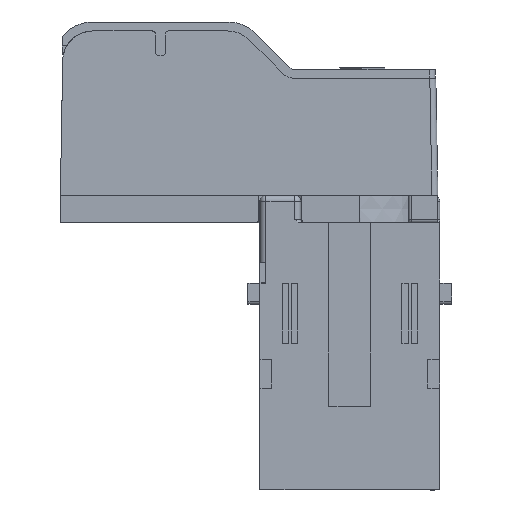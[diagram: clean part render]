
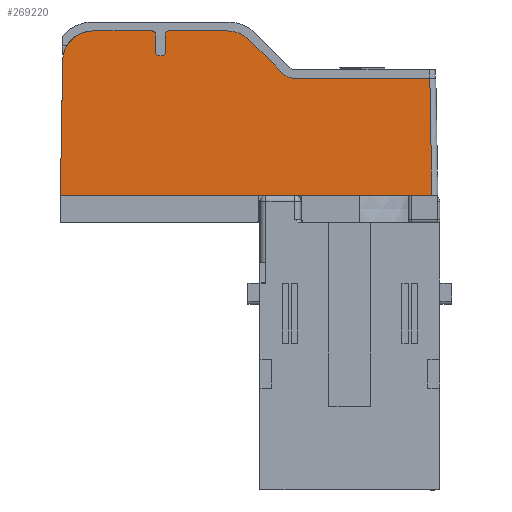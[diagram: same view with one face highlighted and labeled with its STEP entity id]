
A CAD part, left-side view. The second image highlights one B-rep face of the part: STEP entity #269220.
In plain terms, the highlighted face is planar.
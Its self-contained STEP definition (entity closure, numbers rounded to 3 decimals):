
#261600=CARTESIAN_POINT('',(128.957,56.836,
5.064));
#261610=VERTEX_POINT('',#261600);
#261660=CARTESIAN_POINT('',(129.019,60.371,
8.6));
#261670=DIRECTION('',(1.,0.,
-0.017));
#261680=DIRECTION('',(0.017,0.,
1.));
#261690=AXIS2_PLACEMENT_3D('',#261660,#261670,#261680);
#261700=ELLIPSE('',#261690,5.001,5.);
#261710=CARTESIAN_POINT('',(128.932,60.371,
3.6));
#261720=VERTEX_POINT('',#261710);
#261730=EDGE_CURVE('',#261610,#261720,#261700,.T.);
#262790=CARTESIAN_POINT('',(129.069,26.64,
11.5));
#262800=VERTEX_POINT('',#262790);
#262830=CARTESIAN_POINT('',(129.069,50.92,
11.5));
#262840=DIRECTION('',(0.,-1.,0.));
#262850=VECTOR('',#262840,1.);
#262860=LINE('',#262830,#262850);
#262870=CARTESIAN_POINT('',(129.069,49.157,
11.5));
#262880=VERTEX_POINT('',#262870);
#262890=EDGE_CURVE('',#262880,#262800,#262860,.T.);
#264840=CARTESIAN_POINT('',(129.41,55.2,
31.));
#264850=VERTEX_POINT('',#264840);
#264880=CARTESIAN_POINT('',(129.41,50.92,
31.));
#264890=DIRECTION('',(0.,-1.,0.));
#264900=VECTOR('',#264890,1.);
#264910=LINE('',#264880,#264900);
#264920=CARTESIAN_POINT('',(129.41,48.,
31.));
#264930=VERTEX_POINT('',#264920);
#264940=EDGE_CURVE('',#264850,#264930,#264910,.T.);
#265350=CARTESIAN_POINT('',(129.41,38.3,
31.));
#265360=VERTEX_POINT('',#265350);
#265390=CARTESIAN_POINT('',(129.41,50.92,
31.));
#265400=DIRECTION('',(0.,1.,0.));
#265410=VECTOR('',#265400,1.);
#265420=LINE('',#265390,#265410);
#265430=CARTESIAN_POINT('',(129.41,26.3,
31.));
#265440=VERTEX_POINT('',#265430);
#265450=EDGE_CURVE('',#265440,#265360,#265420,.T.);
#267890=CARTESIAN_POINT('',(129.41,50.92,
31.));
#267900=DIRECTION('',(1.,0.,
-0.017));
#267910=DIRECTION('',(0.,1.,0.));
#267920=AXIS2_PLACEMENT_3D('',#267890,#267900,#267910);
#267930=PLANE('',#267920);
#267940=ORIENTED_EDGE('',*,*,#265450,.F.);
#267950=CARTESIAN_POINT('',(129.41,50.92,
31.));
#267960=DIRECTION('',(0.,-1.,0.));
#267970=VECTOR('',#267960,1.);
#267980=LINE('',#267950,#267970);
#267990=EDGE_CURVE('',#264930,#265360,#267980,.T.);
#268000=ORIENTED_EDGE('',*,*,#267990,.T.);
#268010=ORIENTED_EDGE('',*,*,#264940,.T.);
#268020=CARTESIAN_POINT('',(129.41,88.3,31.));
#268030=VERTEX_POINT('',#268020);
#268040=EDGE_CURVE('',#268030,#264850,#264910,.T.);
#268050=ORIENTED_EDGE('',*,*,#268040,.T.);
#268060=CARTESIAN_POINT('',(129.41,88.3,
31.));
#268070=DIRECTION('',(0.017,0.017,
1.));
#268080=VECTOR('',#268070,1.);
#268090=LINE('',#268060,#268080);
#268100=CARTESIAN_POINT('',(129.017,87.907,
8.513));
#268110=VERTEX_POINT('',#268100);
#268120=EDGE_CURVE('',#268110,#268030,#268090,.T.);
#268130=ORIENTED_EDGE('',*,*,#268120,.T.);
#268140=CARTESIAN_POINT('',(129.019,82.908,
8.6));
#268150=DIRECTION('',(1.,0.,
-0.017));
#268160=DIRECTION('',(0.017,0.,
1.));
#268170=AXIS2_PLACEMENT_3D('',#268140,#268150,#268160);
#268180=ELLIPSE('',#268170,5.001,5.);
#268190=CARTESIAN_POINT('',(128.932,82.908,
3.6));
#268200=VERTEX_POINT('',#268190);
#268210=EDGE_CURVE('',#268200,#268110,#268180,.T.);
#268220=ORIENTED_EDGE('',*,*,#268210,.T.);
#268230=CARTESIAN_POINT('',(128.932,50.92,
3.6));
#268240=DIRECTION('',(0.,1.,0.));
#268250=VECTOR('',#268240,1.);
#268260=LINE('',#268230,#268250);
#268270=CARTESIAN_POINT('',(128.932,72.9,
3.6));
#268280=VERTEX_POINT('',#268270);
#268290=EDGE_CURVE('',#268280,#268200,#268260,.T.);
#268300=ORIENTED_EDGE('',*,*,#268290,.T.);
#268310=CARTESIAN_POINT('',(128.94,72.9,
4.1));
#268320=DIRECTION('',(1.,0.,
-0.017));
#268330=DIRECTION('',(0.017,0.,
1.));
#268340=AXIS2_PLACEMENT_3D('',#268310,#268320,#268330);
#268350=ELLIPSE('',#268340,0.5,0.5);
#268360=CARTESIAN_POINT('',(128.94,72.4,
4.1));
#268370=VERTEX_POINT('',#268360);
#268380=EDGE_CURVE('',#268370,#268280,#268350,.T.);
#268390=ORIENTED_EDGE('',*,*,#268380,.T.);
#268400=CARTESIAN_POINT('',(129.41,72.4,
31.));
#268410=DIRECTION('',(-0.017,0.,
-1.));
#268420=VECTOR('',#268410,1.);
#268430=LINE('',#268400,#268420);
#268440=CARTESIAN_POINT('',(128.994,72.4,
7.2));
#268450=VERTEX_POINT('',#268440);
#268460=EDGE_CURVE('',#268450,#268370,#268430,.T.);
#268470=ORIENTED_EDGE('',*,*,#268460,.T.);
#268480=CARTESIAN_POINT('',(128.994,71.9,
7.2));
#268490=DIRECTION('',(1.,0.,
-0.017));
#268500=DIRECTION('',(0.017,0.,
1.));
#268510=AXIS2_PLACEMENT_3D('',#268480,#268490,#268500);
#268520=ELLIPSE('',#268510,0.5,0.5);
#268530=CARTESIAN_POINT('',(129.003,71.9,
7.7));
#268540=VERTEX_POINT('',#268530);
#268550=EDGE_CURVE('',#268450,#268540,#268520,.T.);
#268560=ORIENTED_EDGE('',*,*,#268550,.F.);
#268570=CARTESIAN_POINT('',(129.003,50.92,
7.7));
#268580=DIRECTION('',(0.,1.,0.));
#268590=VECTOR('',#268580,1.);
#268600=LINE('',#268570,#268590);
#268610=CARTESIAN_POINT('',(129.003,71.3,
7.7));
#268620=VERTEX_POINT('',#268610);
#268630=EDGE_CURVE('',#268620,#268540,#268600,.T.);
#268640=ORIENTED_EDGE('',*,*,#268630,.T.);
#268650=CARTESIAN_POINT('',(128.994,71.3,
7.2));
#268660=DIRECTION('',(1.,0.,
-0.017));
#268670=DIRECTION('',(0.017,0.,
1.));
#268680=AXIS2_PLACEMENT_3D('',#268650,#268660,#268670);
#268690=ELLIPSE('',#268680,0.5,0.5);
#268700=CARTESIAN_POINT('',(128.994,70.8,
7.2));
#268710=VERTEX_POINT('',#268700);
#268720=EDGE_CURVE('',#268620,#268710,#268690,.T.);
#268730=ORIENTED_EDGE('',*,*,#268720,.F.);
#268740=CARTESIAN_POINT('',(129.41,70.8,
31.));
#268750=DIRECTION('',(0.017,0.,
1.));
#268760=VECTOR('',#268750,1.);
#268770=LINE('',#268740,#268760);
#268780=CARTESIAN_POINT('',(128.94,70.8,
4.1));
#268790=VERTEX_POINT('',#268780);
#268800=EDGE_CURVE('',#268790,#268710,#268770,.T.);
#268810=ORIENTED_EDGE('',*,*,#268800,.T.);
#268820=CARTESIAN_POINT('',(128.94,70.3,
4.1));
#268830=DIRECTION('',(1.,0.,
-0.017));
#268840=DIRECTION('',(0.017,0.,
1.));
#268850=AXIS2_PLACEMENT_3D('',#268820,#268830,#268840);
#268860=ELLIPSE('',#268850,0.5,0.5);
#268870=CARTESIAN_POINT('',(128.932,70.3,
3.6));
#268880=VERTEX_POINT('',#268870);
#268890=EDGE_CURVE('',#268880,#268790,#268860,.T.);
#268900=ORIENTED_EDGE('',*,*,#268890,.T.);
#268910=CARTESIAN_POINT('',(128.932,50.92,
3.6));
#268920=DIRECTION('',(0.,1.,0.));
#268930=VECTOR('',#268920,1.);
#268940=LINE('',#268910,#268930);
#268950=EDGE_CURVE('',#261720,#268880,#268940,.T.);
#268960=ORIENTED_EDGE('',*,*,#268950,.T.);
#268970=ORIENTED_EDGE('',*,*,#261730,.T.);
#268980=CARTESIAN_POINT('',(129.41,30.9,
31.));
#268990=DIRECTION('',(-0.012,0.707,
-0.707));
#269000=VECTOR('',#268990,1.);
#269010=LINE('',#268980,#269000);
#269020=CARTESIAN_POINT('',(129.054,51.279,
10.621));
#269030=VERTEX_POINT('',#269020);
#269040=EDGE_CURVE('',#269030,#261610,#269010,.T.);
#269050=ORIENTED_EDGE('',*,*,#269040,.T.);
#269060=CARTESIAN_POINT('',(129.017,49.157,
8.5));
#269070=DIRECTION('',(1.,0.,
-0.017));
#269080=DIRECTION('',(0.017,0.,
1.));
#269090=AXIS2_PLACEMENT_3D('',#269060,#269070,#269080);
#269100=ELLIPSE('',#269090,3.,3.);
#269110=EDGE_CURVE('',#269030,#262880,#269100,.T.);
#269120=ORIENTED_EDGE('',*,*,#269110,.F.);
#269130=ORIENTED_EDGE('',*,*,#262890,.F.);
#269140=CARTESIAN_POINT('',(129.409,26.3,
30.983));
#269150=DIRECTION('',(-0.017,0.017,
-1.));
#269160=VECTOR('',#269150,1.);
#269170=LINE('',#269140,#269160);
#269180=EDGE_CURVE('',#265440,#262800,#269170,.T.);
#269190=ORIENTED_EDGE('',*,*,#269180,.T.);
#269200=EDGE_LOOP('',(#269190,#269130,#269120,#269050,#268970,#268960,
#268900,#268810,#268730,#268640,#268560,#268470,#268390,#268300,#268220,
#268130,#268050,#268010,#268000,#267940));
#269210=FACE_OUTER_BOUND('',#269200,.T.);
#269220=ADVANCED_FACE('',(#269210),#267930,.T.);
